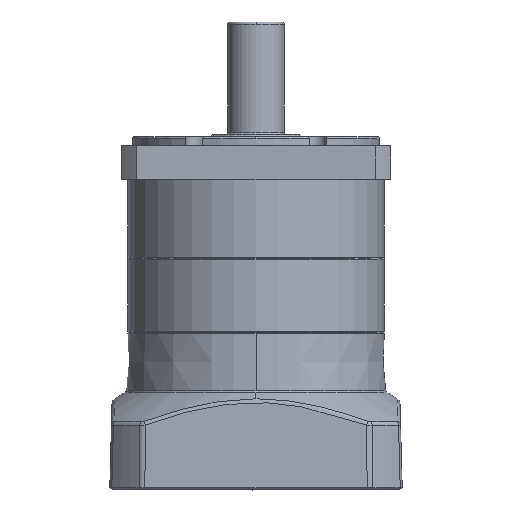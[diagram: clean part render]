
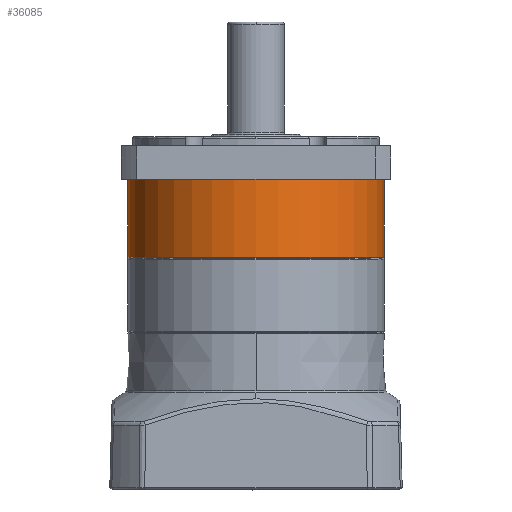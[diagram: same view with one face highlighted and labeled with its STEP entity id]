
A CAD part, front view. The second image highlights one B-rep face of the part: STEP entity #36085.
In plain terms, the highlighted cylindrical face has radius 57 mm (diameter 114 mm), a partial arc.
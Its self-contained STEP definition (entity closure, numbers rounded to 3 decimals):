
#389 = AXIS2_PLACEMENT_3D ( 'NONE', #40353, #40295, #40395 ) ;
#1222 = VERTEX_POINT ( 'NONE', #3227 ) ;
#1796 = CARTESIAN_POINT ( 'NONE',  ( 57., 0., 38. ) ) ;
#1801 = DIRECTION ( 'NONE',  ( 0., 0., -1. ) ) ;
#2120 = EDGE_LOOP ( 'NONE', ( #5916, #44421, #5418, #24085 ) ) ;
#2831 = VERTEX_POINT ( 'NONE', #38697 ) ;
#3122 = DIRECTION ( 'NONE',  ( -1., 0., 0. ) ) ;
#3169 = DIRECTION ( 'NONE',  ( 0., 0., -1. ) ) ;
#3176 = CARTESIAN_POINT ( 'NONE',  ( 0., 0., 38. ) ) ;
#3227 = CARTESIAN_POINT ( 'NONE',  ( -57., 0., 3.4 ) ) ;
#3514 = EDGE_CURVE ( 'NONE', #34234, #44703, #26902, .T. ) ;
#5418 = ORIENTED_EDGE ( 'NONE', *, *, #35171, .T. ) ;
#5916 = ORIENTED_EDGE ( 'NONE', *, *, #3514, .F. ) ;
#8098 = VECTOR ( 'NONE', #41134, 1000. ) ;
#10187 = CYLINDRICAL_SURFACE ( 'NONE', #389, 57. ) ;
#11958 = FACE_OUTER_BOUND ( 'NONE', #2120, .T. ) ;
#15172 = EDGE_CURVE ( 'NONE', #34234, #2831, #23549, .T. ) ;
#20272 = EDGE_CURVE ( 'NONE', #44703, #1222, #32809, .T. ) ;
#23549 = CIRCLE ( 'NONE', #32436, 57. ) ;
#24085 = ORIENTED_EDGE ( 'NONE', *, *, #20272, .F. ) ;
#24392 = CARTESIAN_POINT ( 'NONE',  ( 57., 0., 38. ) ) ;
#26741 = VECTOR ( 'NONE', #1801, 1000. ) ;
#26902 = LINE ( 'NONE', #1796, #26741 ) ;
#29395 = AXIS2_PLACEMENT_3D ( 'NONE', #45384, #45344, #45338 ) ;
#32436 = AXIS2_PLACEMENT_3D ( 'NONE', #3176, #3169, #3122 ) ;
#32809 = CIRCLE ( 'NONE', #29395, 57. ) ;
#34234 = VERTEX_POINT ( 'NONE', #24392 ) ;
#34764 = LINE ( 'NONE', #41197, #8098 ) ;
#35171 = EDGE_CURVE ( 'NONE', #2831, #1222, #34764, .T. ) ;
#36085 = ADVANCED_FACE ( 'NONE', ( #11958 ), #10187, .T. ) ;
#38697 = CARTESIAN_POINT ( 'NONE',  ( -57., 0., 38. ) ) ;
#40295 = DIRECTION ( 'NONE',  ( 0., 0., -1. ) ) ;
#40353 = CARTESIAN_POINT ( 'NONE',  ( 0., 0., 38. ) ) ;
#40395 = DIRECTION ( 'NONE',  ( -1., 0., 0. ) ) ;
#41134 = DIRECTION ( 'NONE',  ( 0., 0., -1. ) ) ;
#41197 = CARTESIAN_POINT ( 'NONE',  ( -57., 0., 38. ) ) ;
#44421 = ORIENTED_EDGE ( 'NONE', *, *, #15172, .T. ) ;
#44703 = VERTEX_POINT ( 'NONE', #44820 ) ;
#44820 = CARTESIAN_POINT ( 'NONE',  ( 57., 0., 3.4 ) ) ;
#45338 = DIRECTION ( 'NONE',  ( 1., 0., 0. ) ) ;
#45344 = DIRECTION ( 'NONE',  ( 0., 0., -1. ) ) ;
#45384 = CARTESIAN_POINT ( 'NONE',  ( 0., 0., 3.4 ) ) ;
